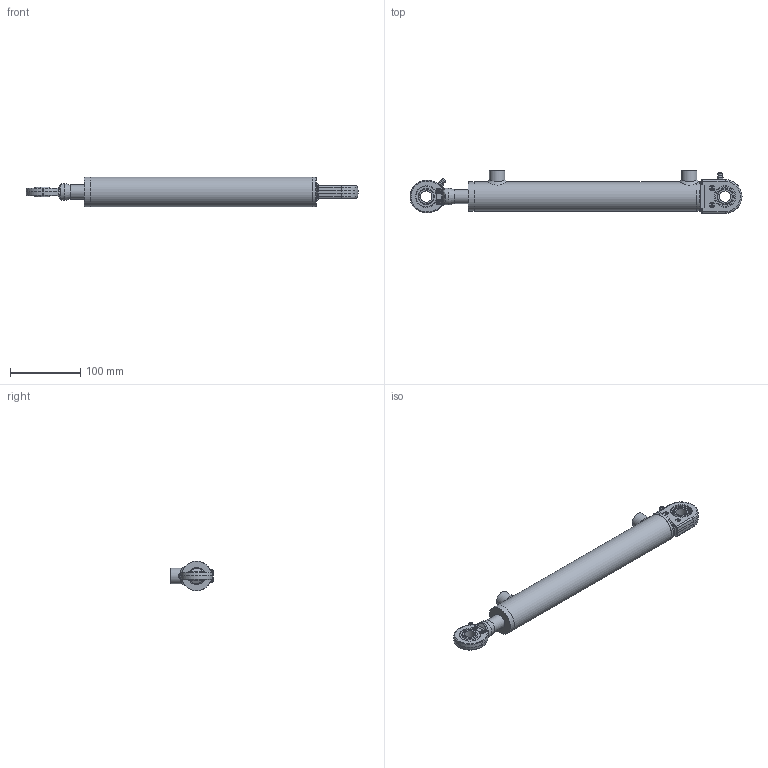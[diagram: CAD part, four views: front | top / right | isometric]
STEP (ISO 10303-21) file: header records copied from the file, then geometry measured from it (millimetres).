
FILE_DESCRIPTION(/* description */ (''),/* implementation_level */ '2;1');
FILE_NAME(/* name */ 'CY0320200250I16I16-1.stp',/* time_stamp */ '2022-07-12T13:44:13+02:00',/* author */ ('msn'),/* organization */ (''),/* preprocessor_version */ 'ST-DEVELOPER v19',/* originating_system */ 'Autodesk Inventor 2023',/* authorisation */ '');
FILE_SCHEMA (('AUTOMOTIVE_DESIGN { 1 0 10303 214 3 1 1 }'));
Length unit declared in the file: millimetre
Products named in the file (19): CY0320200250I16I16-1; CY0320200250I16I16-1_1; 72010004; 50010005; Spina_el_4x10; 72020002; 50020003; 90020002; GE16ES; GE16ES - CORPO; GE16ES - ROTULA; sb_30_unstressed; NBF000032042; NBPF00321215; NBT004203220; rør; stok; svejsebøsning 1-4´´; CSN 02 7421 - M6coned short
Assembly tree (22 placements, depth 4):
  CY0320200250I16I16-1
    CY0320200250I16I16-1_1
    72010004
      50010005
      GE16ES
        GE16ES - CORPO
        GE16ES - ROTULA
      Spina_el_4x10
    72020002
      50020003
        90020002
      GE16ES
        GE16ES - CORPO
        GE16ES - ROTULA
      sb_30_unstressed  x2
    NBF000032042
    NBPF00321215
    NBT004203220
    rør
    stok
    svejsebøsning 1-4´´  x2
    CSN 02 7421 - M6coned short  x2
Bounding box: 472.03 x 61.08 x 42 mm (x, y, z)
Volume: 404025.7 mm3; surface area: 151261 mm2
Topology: 23 solids, 23 shells, 601 faces, 1458 edges, 930 vertices
Faces by surface type: plane 308, cylinder 128, cone 63, bspline 56, torus 32, sphere 14
Full cylindrical faces by diameter (mm): 2 x4, 2.5 x2, 3 x2, 4 x1, 6 x4, 10.376 x1, 11.445 x2, 12 x1, 13 x3, 15 x1, 16 x2, 20 x4, 22 x4, 23 x1, 24 x2, 25 x1, 28 x3, 30 x6, 31 x2, 32 x7, 34 x1, 36 x2, 42 x4
Entity records: 18990 total; most frequent: CARTESIAN_POINT 5435, ORIENTED_EDGE 2668, DIRECTION 2667, EDGE_CURVE 1334, AXIS2_PLACEMENT_3D 933, VERTEX_POINT 854, LINE 801, VECTOR 801
